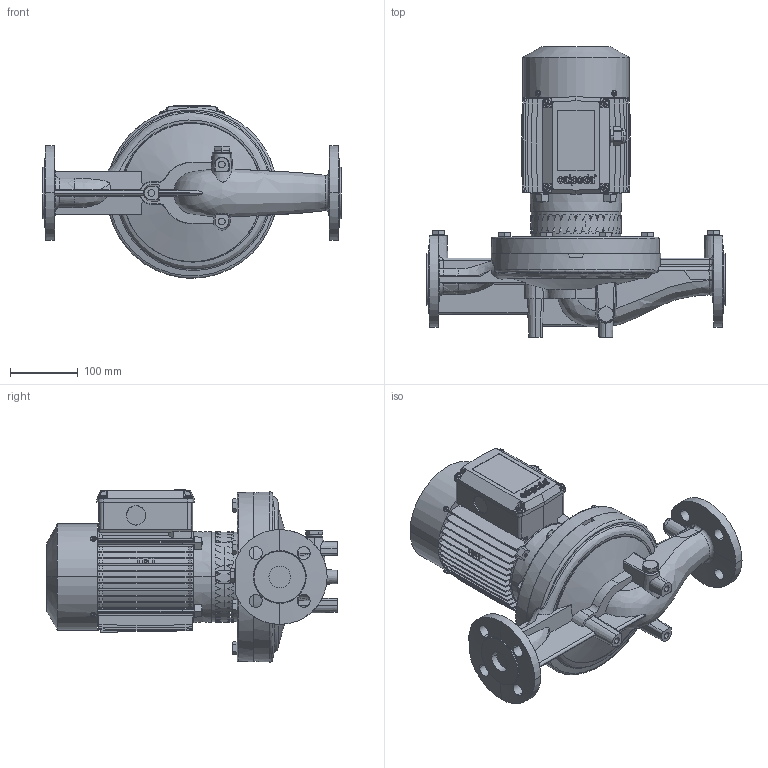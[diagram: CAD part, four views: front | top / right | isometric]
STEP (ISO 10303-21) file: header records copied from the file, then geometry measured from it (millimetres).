
FILE_DESCRIPTION (( 'STEP AP203' ), '1' );
FILE_NAME ('4.93.504.40swa01.step', '2023-04-17T09:15:11', ( '' ), ( '' ), 'SwSTEP 2.0', 'SolidWorks 2020', '' );
FILE_SCHEMA (( 'CONFIG_CONTROL_DESIGN' ));
Length unit declared in the file: millimetre
Products named in the file (4): Copia di 128772^4.93.504.40swa01; Copia di 10008977swp00^4.93.504.40swa01; Copia di 128759^4.93.504.40swa01; 4.93.504.40swa01
Assembly tree (3 placements, depth 2):
  4.93.504.40swa01
    Copia di 128759^4.93.504.40swa01
    Copia di 128772^4.93.504.40swa01
    Copia di 10008977swp00^4.93.504.40swa01
Bounding box: 440 x 429 x 254.56 mm (x, y, z)
Volume: 9444711.5 mm3; surface area: 826337 mm2
Topology: 15 solids, 17 shells, 2718 faces, 7895 edges, 5241 vertices
Faces by surface type: bspline 1169, plane 970, cylinder 316, cone 231, sphere 16, torus 16
Entity records: 157380 total; most frequent: CARTESIAN_POINT 92126, ORIENTED_EDGE 15482, DIRECTION 9782, EDGE_CURVE 7895, VERTEX_POINT 5245, LINE 4806, VECTOR 4806, EDGE_LOOP 2983
